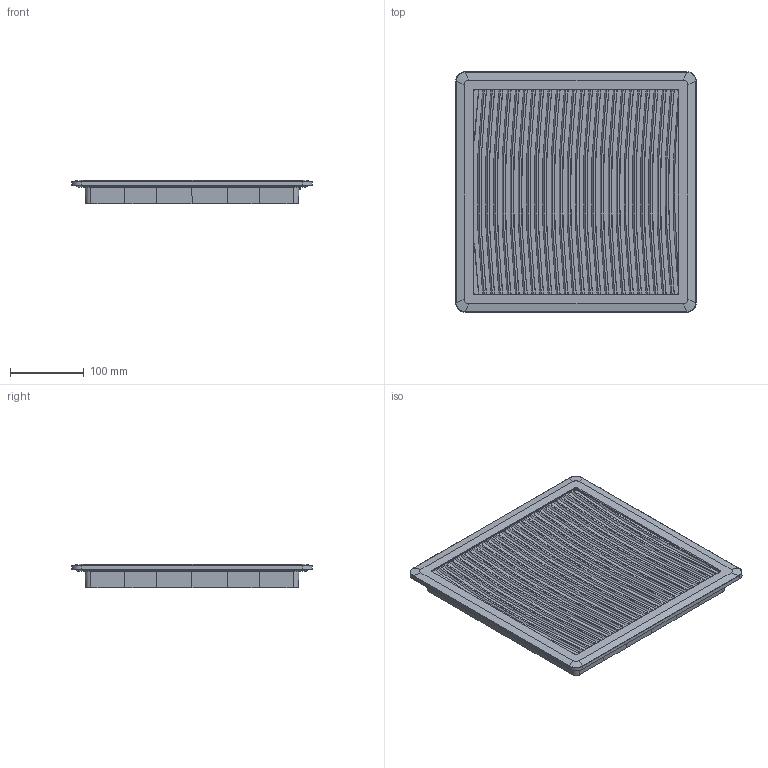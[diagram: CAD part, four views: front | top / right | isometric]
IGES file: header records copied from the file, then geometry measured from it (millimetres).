
Global section: file name: FTEC32 EXHAUST FILTER; native system: AutoCAD 2018 - English; preprocessor: Autodesk Translation Framework DWG producer (atf_dwg_producer); organization: unknown; date: 20191113.094842; units: inch
Bounding box: 326 x 326 x 31.5 mm (x, y, z)
Volume: 2554281.8 mm3; surface area: 308404.9 mm2
Topology: 1 solids, 2 shells, 1414 faces, 3673 edges, 2261 vertices
Faces by surface type: bspline 1414
